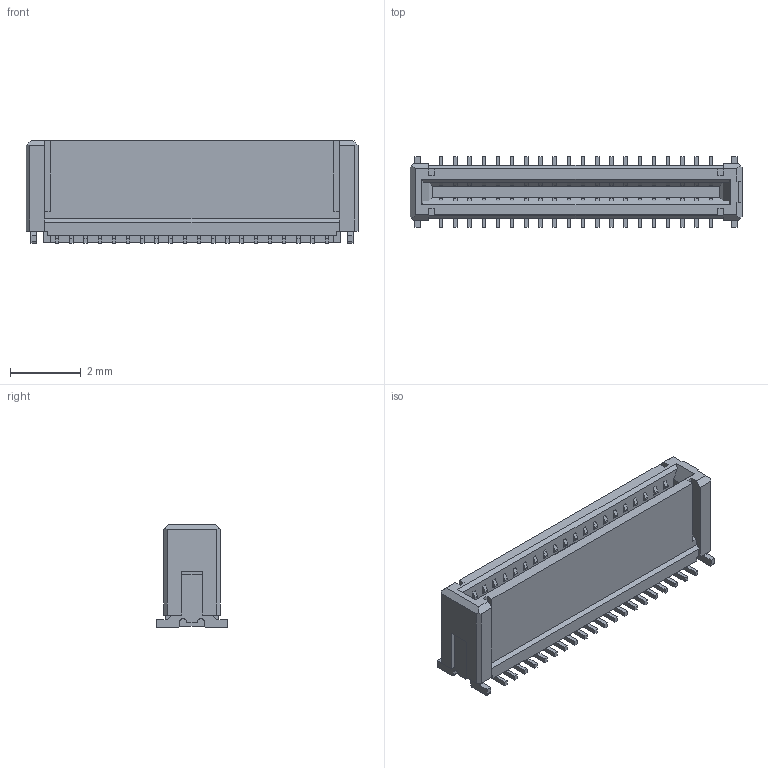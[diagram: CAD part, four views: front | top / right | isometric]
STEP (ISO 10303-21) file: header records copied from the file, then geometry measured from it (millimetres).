
FILE_DESCRIPTION(/* description */ (''),/* implementation_level */ '2;1');
FILE_NAME(/* name */ '2039550403.step',/* time_stamp */ '2021-12-04T15:52:45+01:00',/* author */ (''),/* organization */ (''),/* preprocessor_version */ 'ST-DEVELOPER v18.1',/* originating_system */ 'Autodesk Translation Framework v10.10.0.1391',/* authorisation */ '');
FILE_SCHEMA (('AUTOMOTIVE_DESIGN { 1 0 10303 214 3 1 1 }'));
Length unit declared in the file: millimetre
Products named in the file (1): 2039550403
Bounding box: 9.36 x 2 x 2.9 mm (x, y, z)
Volume: 25.7 mm3; surface area: 150 mm2
Topology: 1 solids, 1 shells, 632 faces, 1653 edges, 1100 vertices
Faces by surface type: plane 536, cylinder 96
Entity records: 19359 total; most frequent: CARTESIAN_POINT 3386, ORIENTED_EDGE 3306, DIRECTION 3111, EDGE_CURVE 1653, LINE 1461, VECTOR 1461, VERTEX_POINT 1100, AXIS2_PLACEMENT_3D 825
